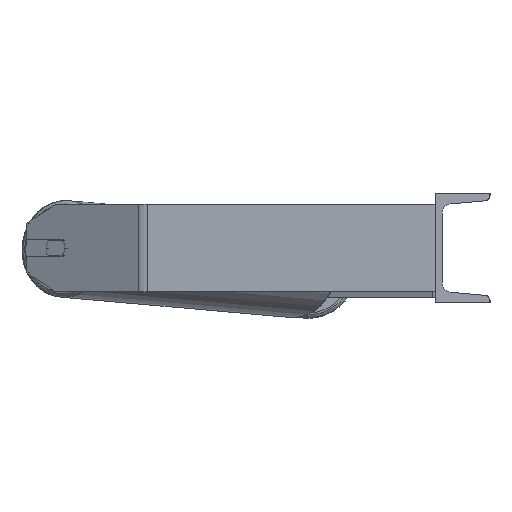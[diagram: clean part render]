
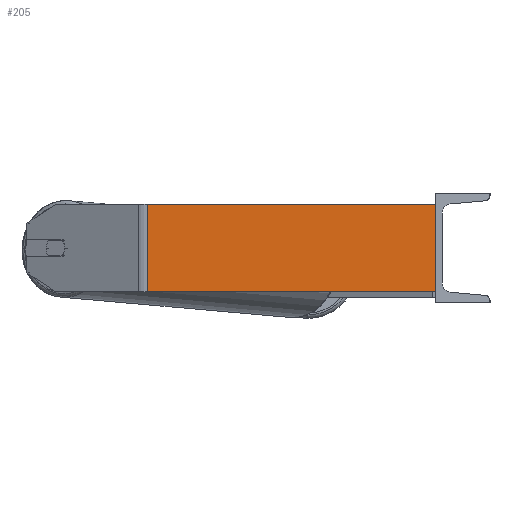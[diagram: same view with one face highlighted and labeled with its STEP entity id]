
A CAD part, left-side view. The second image highlights one B-rep face of the part: STEP entity #205.
In plain terms, the highlighted planar face has unit normal (-1, 0, 0).
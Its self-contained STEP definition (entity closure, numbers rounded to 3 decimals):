
#104 = LINE ( 'NONE', #4284, #7516 ) ;
#154 = LINE ( 'NONE', #5542, #8662 ) ;
#205 = ADVANCED_FACE ( 'NONE', ( #8862 ), #4018, .F. ) ;
#594 = DIRECTION ( 'NONE',  ( 1., 0., 0. ) ) ;
#733 = EDGE_CURVE ( 'NONE', #2780, #7639, #5135, .T. ) ;
#1230 = ORIENTED_EDGE ( 'NONE', *, *, #733, .F. ) ;
#1702 = CARTESIAN_POINT ( 'NONE',  ( -685., 264.558, -40. ) ) ;
#1915 = AXIS2_PLACEMENT_3D ( 'NONE', #5467, #594, #6183 ) ;
#2134 = DIRECTION ( 'NONE',  ( 0., -1., 0. ) ) ;
#2271 = DIRECTION ( 'NONE',  ( 0., 0., -1. ) ) ;
#2307 = CARTESIAN_POINT ( 'NONE',  ( -685., 0., 40. ) ) ;
#2374 = EDGE_CURVE ( 'NONE', #7767, #7639, #104, .T. ) ;
#2437 = EDGE_CURVE ( 'NONE', #7920, #7767, #154, .T. ) ;
#2502 = VECTOR ( 'NONE', #8382, 1000. ) ;
#2546 = VECTOR ( 'NONE', #6478, 1000. ) ;
#2780 = VERTEX_POINT ( 'NONE', #4082 ) ;
#2849 = CARTESIAN_POINT ( 'NONE',  ( -685., 0., -40. ) ) ;
#3550 = ORIENTED_EDGE ( 'NONE', *, *, #2437, .T. ) ;
#3875 = ORIENTED_EDGE ( 'NONE', *, *, #2374, .T. ) ;
#4018 = PLANE ( 'NONE',  #1915 ) ;
#4082 = CARTESIAN_POINT ( 'NONE',  ( -685., 0., 40. ) ) ;
#4210 = ORIENTED_EDGE ( 'NONE', *, *, #5641, .F. ) ;
#4284 = CARTESIAN_POINT ( 'NONE',  ( -685., 268.845, -40. ) ) ;
#4758 = CARTESIAN_POINT ( 'NONE',  ( -685., 264.558, 40. ) ) ;
#5135 = LINE ( 'NONE', #2307, #2546 ) ;
#5467 = CARTESIAN_POINT ( 'NONE',  ( -685., 268.845, 40. ) ) ;
#5541 = LINE ( 'NONE', #8209, #2502 ) ;
#5542 = CARTESIAN_POINT ( 'NONE',  ( -685., 264.558, 40. ) ) ;
#5641 = EDGE_CURVE ( 'NONE', #7920, #2780, #5541, .T. ) ;
#6183 = DIRECTION ( 'NONE',  ( 0., 1., 0. ) ) ;
#6478 = DIRECTION ( 'NONE',  ( 0., 0., -1. ) ) ;
#7516 = VECTOR ( 'NONE', #2134, 1000. ) ;
#7639 = VERTEX_POINT ( 'NONE', #2849 ) ;
#7767 = VERTEX_POINT ( 'NONE', #1702 ) ;
#7920 = VERTEX_POINT ( 'NONE', #4758 ) ;
#8209 = CARTESIAN_POINT ( 'NONE',  ( -685., 268.845, 40. ) ) ;
#8245 = EDGE_LOOP ( 'NONE', ( #3875, #1230, #4210, #3550 ) ) ;
#8382 = DIRECTION ( 'NONE',  ( 0., -1., 0. ) ) ;
#8662 = VECTOR ( 'NONE', #2271, 1000. ) ;
#8862 = FACE_OUTER_BOUND ( 'NONE', #8245, .T. ) ;
